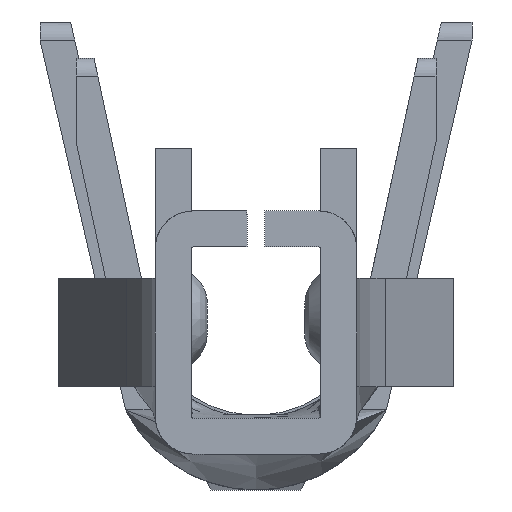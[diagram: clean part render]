
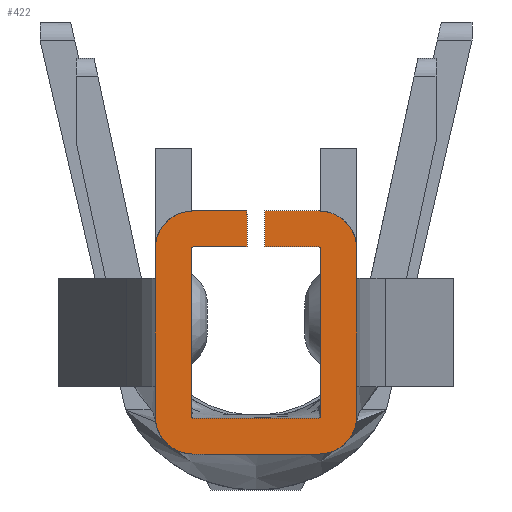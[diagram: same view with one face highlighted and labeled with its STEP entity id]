
A CAD part, front view. The second image highlights one B-rep face of the part: STEP entity #422.
In plain terms, the highlighted planar face has unit normal (0, -1, 0).
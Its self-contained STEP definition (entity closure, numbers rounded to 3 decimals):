
#422 = ADVANCED_FACE( '', ( #930 ), #931, .F. );
#930 = FACE_OUTER_BOUND( '', #1648, .T. );
#931 = PLANE( '', #1649 );
#1648 = EDGE_LOOP( '', ( #3682, #3683, #3684, #3685, #3686, #3687, #3688, #3689, #3690, #3691, #3692, #3693, #3694, #3695, #3696, #3697, #3698, #3699, #3700, #3701 ) );
#1649 = AXIS2_PLACEMENT_3D( '', #3702, #3703, #3704 );
#3682 = ORIENTED_EDGE( '', *, *, #4658, .T. );
#3683 = ORIENTED_EDGE( '', *, *, #4985, .F. );
#3684 = ORIENTED_EDGE( '', *, *, #4821, .T. );
#3685 = ORIENTED_EDGE( '', *, *, #4855, .F. );
#3686 = ORIENTED_EDGE( '', *, *, #4986, .T. );
#3687 = ORIENTED_EDGE( '', *, *, #4713, .T. );
#3688 = ORIENTED_EDGE( '', *, *, #4685, .T. );
#3689 = ORIENTED_EDGE( '', *, *, #4604, .F. );
#3690 = ORIENTED_EDGE( '', *, *, #4798, .F. );
#3691 = ORIENTED_EDGE( '', *, *, #4987, .F. );
#3692 = ORIENTED_EDGE( '', *, *, #4988, .F. );
#3693 = ORIENTED_EDGE( '', *, *, #4968, .T. );
#3694 = ORIENTED_EDGE( '', *, *, #4582, .F. );
#3695 = ORIENTED_EDGE( '', *, *, #4839, .T. );
#3696 = ORIENTED_EDGE( '', *, *, #4989, .F. );
#3697 = ORIENTED_EDGE( '', *, *, #4990, .T. );
#3698 = ORIENTED_EDGE( '', *, *, #4991, .F. );
#3699 = ORIENTED_EDGE( '', *, *, #4775, .T. );
#3700 = ORIENTED_EDGE( '', *, *, #4957, .T. );
#3701 = ORIENTED_EDGE( '', *, *, #4992, .F. );
#3702 = CARTESIAN_POINT( '', ( -0.56, -3.35, 0.675 ) );
#3703 = DIRECTION( '', ( 0., 1., 0. ) );
#3704 = DIRECTION( '', ( -1., 0., 0. ) );
#4582 = EDGE_CURVE( '', #5360, #5356, #5362, .F. );
#4604 = EDGE_CURVE( '', #5398, #5394, #5400, .T. );
#4658 = EDGE_CURVE( '', #5474, #5488, #5490, .T. );
#4685 = EDGE_CURVE( '', #5531, #5394, #5532, .T. );
#4713 = EDGE_CURVE( '', #5577, #5531, #5580, .T. );
#4775 = EDGE_CURVE( '', #5673, #5677, #5679, .T. );
#4798 = EDGE_CURVE( '', #5713, #5398, #5715, .F. );
#4821 = EDGE_CURVE( '', #5752, #5750, #5753, .T. );
#4839 = EDGE_CURVE( '', #5360, #5775, #5777, .T. );
#4855 = EDGE_CURVE( '', #5799, #5750, #5801, .T. );
#4957 = EDGE_CURVE( '', #5677, #5944, #5946, .T. );
#4968 = EDGE_CURVE( '', #5959, #5356, #5960, .F. );
#4985 = EDGE_CURVE( '', #5752, #5488, #5982, .T. );
#4986 = EDGE_CURVE( '', #5799, #5577, #5983, .T. );
#4987 = EDGE_CURVE( '', #5984, #5713, #5985, .F. );
#4988 = EDGE_CURVE( '', #5959, #5984, #5986, .F. );
#4989 = EDGE_CURVE( '', #5987, #5775, #5988, .F. );
#4990 = EDGE_CURVE( '', #5987, #5989, #5990, .F. );
#4991 = EDGE_CURVE( '', #5673, #5989, #5991, .F. );
#4992 = EDGE_CURVE( '', #5474, #5944, #5992, .T. );
#5356 = VERTEX_POINT( '', #6488 );
#5360 = VERTEX_POINT( '', #6494 );
#5362 = LINE( '', #6497, #6498 );
#5394 = VERTEX_POINT( '', #6535 );
#5398 = VERTEX_POINT( '', #6541 );
#5400 = LINE( '', #6544, #6545 );
#5474 = VERTEX_POINT( '', #6670 );
#5488 = VERTEX_POINT( '', #6691 );
#5490 = LINE( '', #6694, #6695 );
#5531 = VERTEX_POINT( '', #6752 );
#5532 = LINE( '', #6753, #6754 );
#5577 = VERTEX_POINT( '', #6822 );
#5580 = CIRCLE( '', #6826, 0.21 );
#5673 = VERTEX_POINT( '', #6962 );
#5677 = VERTEX_POINT( '', #6968 );
#5679 = LINE( '', #6971, #6972 );
#5713 = VERTEX_POINT( '', #7031 );
#5715 = LINE( '', #7034, #7035 );
#5750 = VERTEX_POINT( '', #7084 );
#5752 = VERTEX_POINT( '', #7087 );
#5753 = LINE( '', #7088, #7089 );
#5775 = VERTEX_POINT( '', #7125 );
#5777 = CIRCLE( '', #7128, 0.01 );
#5799 = VERTEX_POINT( '', #7158 );
#5801 = CIRCLE( '', #7161, 0.21 );
#5944 = VERTEX_POINT( '', #7379 );
#5946 = LINE( '', #7382, #7383 );
#5959 = VERTEX_POINT( '', #7402 );
#5960 = CIRCLE( '', #7403, 0.01 );
#5982 = CIRCLE( '', #7433, 0.21 );
#5983 = LINE( '', #7434, #7435 );
#5984 = VERTEX_POINT( '', #7436 );
#5985 = CIRCLE( '', #7437, 0.01 );
#5986 = LINE( '', #7438, #7439 );
#5987 = VERTEX_POINT( '', #7440 );
#5988 = LINE( '', #7441, #7442 );
#5989 = VERTEX_POINT( '', #7443 );
#5990 = CIRCLE( '', #7444, 0.01 );
#5991 = LINE( '', #7445, #7446 );
#5992 = CIRCLE( '', #7447, 0.21 );
#6488 = CARTESIAN_POINT( '', ( 0.35, -3.35, -0.475 ) );
#6494 = CARTESIAN_POINT( '', ( -0.35, -3.35, -0.475 ) );
#6497 = CARTESIAN_POINT( '', ( 0.56, -3.35, -0.475 ) );
#6498 = VECTOR( '', #7929, 1000. );
#6535 = CARTESIAN_POINT( '', ( 0.05, -3.35, 0.675 ) );
#6541 = CARTESIAN_POINT( '', ( 0.05, -3.35, 0.475 ) );
#6544 = CARTESIAN_POINT( '', ( 0.05, -3.35, 0.675 ) );
#6545 = VECTOR( '', #7962, 1000. );
#6670 = CARTESIAN_POINT( '', ( -0.56, -3.35, 0.465 ) );
#6691 = CARTESIAN_POINT( '', ( -0.56, -3.35, -0.465 ) );
#6694 = CARTESIAN_POINT( '', ( -0.56, -3.35, -0.675 ) );
#6695 = VECTOR( '', #8015, 1000. );
#6752 = CARTESIAN_POINT( '', ( 0.35, -3.35, 0.675 ) );
#6753 = CARTESIAN_POINT( '', ( 0.56, -3.35, 0.675 ) );
#6754 = VECTOR( '', #8047, 1000. );
#6822 = CARTESIAN_POINT( '', ( 0.56, -3.35, 0.465 ) );
#6826 = AXIS2_PLACEMENT_3D( '', #8082, #8083, #8084 );
#6962 = CARTESIAN_POINT( '', ( -0.05, -3.35, 0.475 ) );
#6968 = CARTESIAN_POINT( '', ( -0.05, -3.35, 0.675 ) );
#6971 = CARTESIAN_POINT( '', ( -0.05, -3.35, 0.675 ) );
#6972 = VECTOR( '', #8143, 1000. );
#7031 = CARTESIAN_POINT( '', ( 0.35, -3.35, 0.475 ) );
#7034 = CARTESIAN_POINT( '', ( 0.56, -3.35, 0.475 ) );
#7035 = VECTOR( '', #8168, 1000. );
#7084 = CARTESIAN_POINT( '', ( 0.35, -3.35, -0.675 ) );
#7087 = CARTESIAN_POINT( '', ( -0.35, -3.35, -0.675 ) );
#7088 = CARTESIAN_POINT( '', ( 0.56, -3.35, -0.675 ) );
#7089 = VECTOR( '', #8193, 1000. );
#7125 = CARTESIAN_POINT( '', ( -0.36, -3.35, -0.465 ) );
#7128 = AXIS2_PLACEMENT_3D( '', #8206, #8207, #8208 );
#7158 = CARTESIAN_POINT( '', ( 0.56, -3.35, -0.465 ) );
#7161 = AXIS2_PLACEMENT_3D( '', #8227, #8228, #8229 );
#7379 = CARTESIAN_POINT( '', ( -0.35, -3.35, 0.675 ) );
#7382 = CARTESIAN_POINT( '', ( -0.56, -3.35, 0.675 ) );
#7383 = VECTOR( '', #8331, 1000. );
#7402 = CARTESIAN_POINT( '', ( 0.36, -3.35, -0.465 ) );
#7403 = AXIS2_PLACEMENT_3D( '', #8338, #8339, #8340 );
#7433 = AXIS2_PLACEMENT_3D( '', #8361, #8362, #8363 );
#7434 = CARTESIAN_POINT( '', ( 0.56, -3.35, 0.675 ) );
#7435 = VECTOR( '', #8364, 1000. );
#7436 = CARTESIAN_POINT( '', ( 0.36, -3.35, 0.465 ) );
#7437 = AXIS2_PLACEMENT_3D( '', #8365, #8366, #8367 );
#7438 = CARTESIAN_POINT( '', ( 0.36, -3.35, 0.675 ) );
#7439 = VECTOR( '', #8368, 1000. );
#7440 = CARTESIAN_POINT( '', ( -0.36, -3.35, 0.465 ) );
#7441 = CARTESIAN_POINT( '', ( -0.36, -3.35, -0.675 ) );
#7442 = VECTOR( '', #8369, 1000. );
#7443 = CARTESIAN_POINT( '', ( -0.35, -3.35, 0.475 ) );
#7444 = AXIS2_PLACEMENT_3D( '', #8370, #8371, #8372 );
#7445 = CARTESIAN_POINT( '', ( -0.56, -3.35, 0.475 ) );
#7446 = VECTOR( '', #8373, 1000. );
#7447 = AXIS2_PLACEMENT_3D( '', #8374, #8375, #8376 );
#7929 = DIRECTION( '', ( -1., 0., 0. ) );
#7962 = DIRECTION( '', ( 0., 0., 1. ) );
#8015 = DIRECTION( '', ( 0., 0., -1. ) );
#8047 = DIRECTION( '', ( -1., 0., 0. ) );
#8082 = CARTESIAN_POINT( '', ( 0.35, -3.35, 0.465 ) );
#8083 = DIRECTION( '', ( 0., -1., 0. ) );
#8084 = DIRECTION( '', ( 0., 0., -1. ) );
#8143 = DIRECTION( '', ( 0., 0., 1. ) );
#8168 = DIRECTION( '', ( 1., 0., 0. ) );
#8193 = DIRECTION( '', ( 1., 0., 0. ) );
#8206 = CARTESIAN_POINT( '', ( -0.35, -3.35, -0.465 ) );
#8207 = DIRECTION( '', ( 0., 1., 0. ) );
#8208 = DIRECTION( '', ( -1., 0., 0. ) );
#8227 = CARTESIAN_POINT( '', ( 0.35, -3.35, -0.465 ) );
#8228 = DIRECTION( '', ( 0., 1., 0. ) );
#8229 = DIRECTION( '', ( 0., 0., 1. ) );
#8331 = DIRECTION( '', ( -1., 0., 0. ) );
#8338 = CARTESIAN_POINT( '', ( 0.35, -3.35, -0.465 ) );
#8339 = DIRECTION( '', ( 0., -1., 0. ) );
#8340 = DIRECTION( '', ( 1., 0., 0. ) );
#8361 = CARTESIAN_POINT( '', ( -0.35, -3.35, -0.465 ) );
#8362 = DIRECTION( '', ( 0., 1., 0. ) );
#8363 = DIRECTION( '', ( 0., 0., 1. ) );
#8364 = DIRECTION( '', ( 0., 0., 1. ) );
#8365 = CARTESIAN_POINT( '', ( 0.35, -3.35, 0.465 ) );
#8366 = DIRECTION( '', ( 0., 1., 0. ) );
#8367 = DIRECTION( '', ( 0., 0., 1. ) );
#8368 = DIRECTION( '', ( 0., 0., -1. ) );
#8369 = DIRECTION( '', ( 0., 0., 1. ) );
#8370 = CARTESIAN_POINT( '', ( -0.35, -3.35, 0.465 ) );
#8371 = DIRECTION( '', ( 0., -1., 0. ) );
#8372 = DIRECTION( '', ( 1., 0., 0. ) );
#8373 = DIRECTION( '', ( 1., 0., 0. ) );
#8374 = CARTESIAN_POINT( '', ( -0.35, -3.35, 0.465 ) );
#8375 = DIRECTION( '', ( 0., 1., 0. ) );
#8376 = DIRECTION( '', ( 0., 0., -1. ) );
